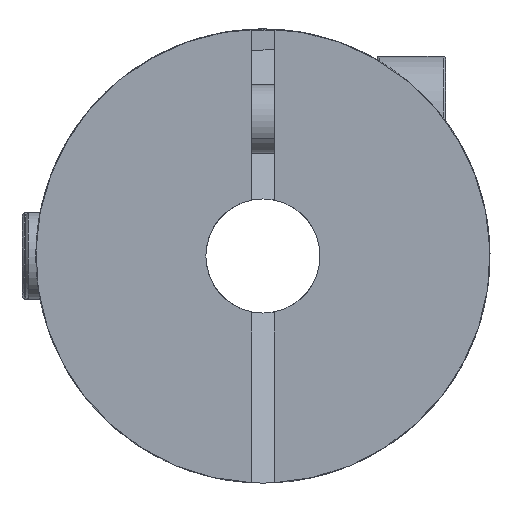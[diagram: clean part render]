
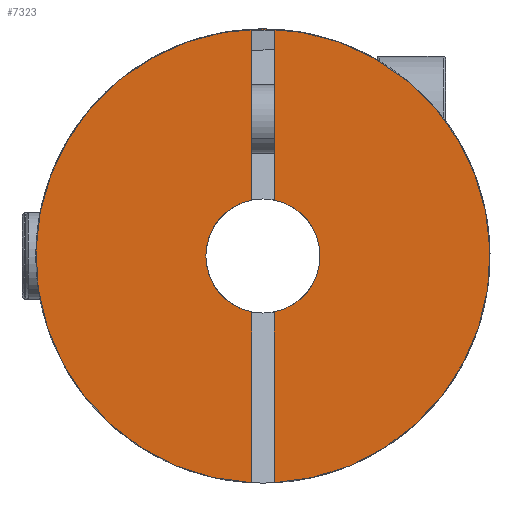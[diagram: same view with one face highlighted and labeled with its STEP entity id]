
A CAD part, left-side view. The second image highlights one B-rep face of the part: STEP entity #7323.
In plain terms, the highlighted planar face has unit normal (-1, 0, 0).
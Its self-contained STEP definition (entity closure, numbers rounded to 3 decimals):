
#315 = ORIENTED_EDGE ( 'NONE', *, *, #6605, .F. ) ;
#327 = CIRCLE ( 'NONE', #2549, 2.5 ) ;
#472 = CARTESIAN_POINT ( 'NONE',  ( -12.425, 0., 0. ) ) ;
#505 = CARTESIAN_POINT ( 'NONE',  ( -12.425, 0.5, 9.9 ) ) ;
#515 = ORIENTED_EDGE ( 'NONE', *, *, #6645, .T. ) ;
#669 = VECTOR ( 'NONE', #5689, 1000. ) ;
#1060 = CARTESIAN_POINT ( 'NONE',  ( -12.425, -0.5, -9.937 ) ) ;
#1075 = CARTESIAN_POINT ( 'NONE',  ( -12.425, 0., 0. ) ) ;
#1291 = VECTOR ( 'NONE', #5168, 1000. ) ;
#1355 = LINE ( 'NONE', #4892, #4871 ) ;
#1403 = VERTEX_POINT ( 'NONE', #7596 ) ;
#1428 = CARTESIAN_POINT ( 'NONE',  ( -12.425, 0., 0. ) ) ;
#1454 = ORIENTED_EDGE ( 'NONE', *, *, #2323, .F. ) ;
#1480 = DIRECTION ( 'NONE',  ( 0., 0., -1. ) ) ;
#1602 = CARTESIAN_POINT ( 'NONE',  ( -12.425, 0.5, 9.9 ) ) ;
#1604 = EDGE_CURVE ( 'NONE', #4766, #4065, #5576, .T. ) ;
#1605 = VERTEX_POINT ( 'NONE', #6689 ) ;
#1675 = VERTEX_POINT ( 'NONE', #4643 ) ;
#2153 = DIRECTION ( 'NONE',  ( 1., 0., 0. ) ) ;
#2224 = CARTESIAN_POINT ( 'NONE',  ( -12.425, 0.5, 2.449 ) ) ;
#2276 = DIRECTION ( 'NONE',  ( 0., -1., 0. ) ) ;
#2323 = EDGE_CURVE ( 'NONE', #4841, #7435, #1355, .T. ) ;
#2549 = AXIS2_PLACEMENT_3D ( 'NONE', #472, #7420, #3478 ) ;
#2739 = DIRECTION ( 'NONE',  ( 0., 0., -1. ) ) ;
#2809 = VECTOR ( 'NONE', #2276, 1000. ) ;
#3144 = FACE_OUTER_BOUND ( 'NONE', #5172, .T. ) ;
#3153 = CARTESIAN_POINT ( 'NONE',  ( -12.425, 0., 9.95 ) ) ;
#3194 = AXIS2_PLACEMENT_3D ( 'NONE', #1428, #7392, #7319 ) ;
#3350 = CARTESIAN_POINT ( 'NONE',  ( -12.425, 0.5, 9.9 ) ) ;
#3351 = DIRECTION ( 'NONE',  ( 1., 0., 0. ) ) ;
#3353 = CARTESIAN_POINT ( 'NONE',  ( -12.425, 0.5, 9.9 ) ) ;
#3440 = LINE ( 'NONE', #1602, #1291 ) ;
#3443 = ORIENTED_EDGE ( 'NONE', *, *, #5737, .F. ) ;
#3478 = DIRECTION ( 'NONE',  ( 0., 0., 1. ) ) ;
#3582 = AXIS2_PLACEMENT_3D ( 'NONE', #7513, #4029, #6272 ) ;
#3651 = AXIS2_PLACEMENT_3D ( 'NONE', #1075, #2153, #2739 ) ;
#3736 = DIRECTION ( 'NONE',  ( 0., 0., 1. ) ) ;
#3976 = VERTEX_POINT ( 'NONE', #3153 ) ;
#4029 = DIRECTION ( 'NONE',  ( -1., 0., 0. ) ) ;
#4057 = EDGE_CURVE ( 'NONE', #4065, #1675, #7459, .T. ) ;
#4065 = VERTEX_POINT ( 'NONE', #3353 ) ;
#4275 = DIRECTION ( 'NONE',  ( 0., 0., 1. ) ) ;
#4498 = VERTEX_POINT ( 'NONE', #6142 ) ;
#4589 = ORIENTED_EDGE ( 'NONE', *, *, #5154, .F. ) ;
#4643 = CARTESIAN_POINT ( 'NONE',  ( -12.425, -0.5, 9.9 ) ) ;
#4766 = VERTEX_POINT ( 'NONE', #2224 ) ;
#4841 = VERTEX_POINT ( 'NONE', #1060 ) ;
#4871 = VECTOR ( 'NONE', #4275, 1000. ) ;
#4879 = VECTOR ( 'NONE', #3736, 1000. ) ;
#4892 = CARTESIAN_POINT ( 'NONE',  ( -12.425, -0.5, 9.9 ) ) ;
#5154 = EDGE_CURVE ( 'NONE', #1605, #1675, #7218, .T. ) ;
#5160 = AXIS2_PLACEMENT_3D ( 'NONE', #7374, #3351, #1480 ) ;
#5168 = DIRECTION ( 'NONE',  ( 0., 0., 1. ) ) ;
#5172 = EDGE_LOOP ( 'NONE', ( #315, #515, #7547, #6814, #5263, #4589, #3443, #1454, #5368 ) ) ;
#5263 = ORIENTED_EDGE ( 'NONE', *, *, #4057, .T. ) ;
#5368 = ORIENTED_EDGE ( 'NONE', *, *, #7388, .F. ) ;
#5576 = LINE ( 'NONE', #3350, #669 ) ;
#5689 = DIRECTION ( 'NONE',  ( 0., 0., 1. ) ) ;
#5737 = EDGE_CURVE ( 'NONE', #7435, #1605, #7509, .T. ) ;
#6142 = CARTESIAN_POINT ( 'NONE',  ( -12.425, 0.5, -9.937 ) ) ;
#6216 = EDGE_CURVE ( 'NONE', #4766, #1403, #327, .T. ) ;
#6272 = DIRECTION ( 'NONE',  ( 0., 0., 1. ) ) ;
#6333 = CIRCLE ( 'NONE', #3651, 9.95 ) ;
#6484 = PLANE ( 'NONE',  #3194 ) ;
#6605 = EDGE_CURVE ( 'NONE', #4498, #3976, #6333, .T. ) ;
#6635 = CARTESIAN_POINT ( 'NONE',  ( -12.425, -0.5, 9.9 ) ) ;
#6645 = EDGE_CURVE ( 'NONE', #4498, #1403, #3440, .T. ) ;
#6689 = CARTESIAN_POINT ( 'NONE',  ( -12.425, -0.5, 2.449 ) ) ;
#6814 = ORIENTED_EDGE ( 'NONE', *, *, #1604, .T. ) ;
#6861 = CIRCLE ( 'NONE', #5160, 9.95 ) ;
#7218 = LINE ( 'NONE', #6635, #4879 ) ;
#7319 = DIRECTION ( 'NONE',  ( 0., 0., -1. ) ) ;
#7323 = ADVANCED_FACE ( 'NONE', ( #3144 ), #6484, .F. ) ;
#7374 = CARTESIAN_POINT ( 'NONE',  ( -12.425, 0., 0. ) ) ;
#7388 = EDGE_CURVE ( 'NONE', #3976, #4841, #6861, .T. ) ;
#7392 = DIRECTION ( 'NONE',  ( 1., 0., 0. ) ) ;
#7420 = DIRECTION ( 'NONE',  ( -1., 0., 0. ) ) ;
#7435 = VERTEX_POINT ( 'NONE', #7457 ) ;
#7457 = CARTESIAN_POINT ( 'NONE',  ( -12.425, -0.5, -2.449 ) ) ;
#7459 = LINE ( 'NONE', #505, #2809 ) ;
#7509 = CIRCLE ( 'NONE', #3582, 2.5 ) ;
#7513 = CARTESIAN_POINT ( 'NONE',  ( -12.425, 0., 0. ) ) ;
#7547 = ORIENTED_EDGE ( 'NONE', *, *, #6216, .F. ) ;
#7596 = CARTESIAN_POINT ( 'NONE',  ( -12.425, 0.5, -2.449 ) ) ;
